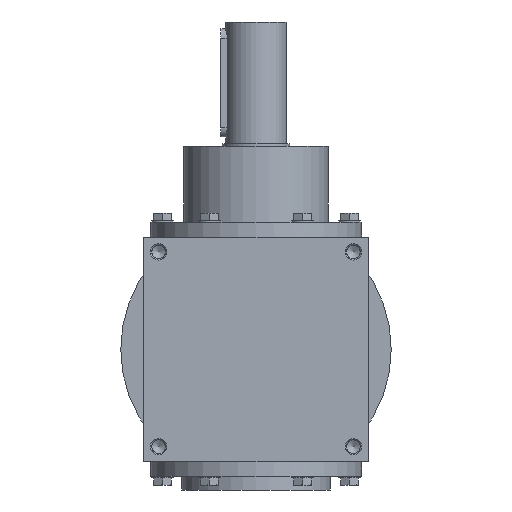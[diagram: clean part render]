
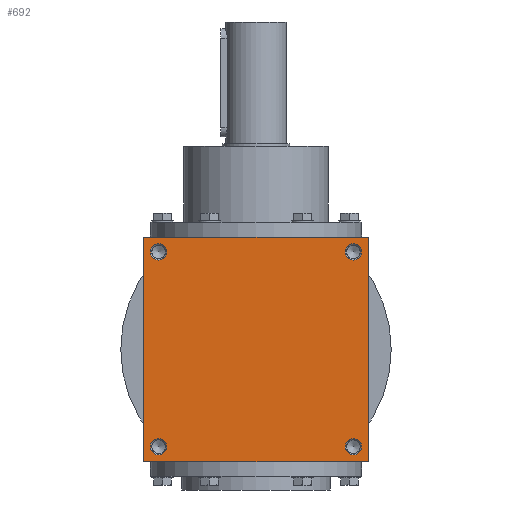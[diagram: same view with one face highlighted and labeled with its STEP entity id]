
A CAD part, left-side view. The second image highlights one B-rep face of the part: STEP entity #692.
In plain terms, the highlighted face is planar.
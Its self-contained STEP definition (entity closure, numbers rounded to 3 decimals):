
#692 = ADVANCED_FACE( '', ( #1390, #1391, #1392, #1393, #1394 ), #1395, .F. );
#1390 = FACE_BOUND( '', #2123, .T. );
#1391 = FACE_BOUND( '', #2124, .T. );
#1392 = FACE_BOUND( '', #2125, .T. );
#1393 = FACE_BOUND( '', #2126, .T. );
#1394 = FACE_OUTER_BOUND( '', #2127, .T. );
#1395 = PLANE( '', #2128 );
#2123 = EDGE_LOOP( '', ( #3283 ) );
#2124 = EDGE_LOOP( '', ( #3284 ) );
#2125 = EDGE_LOOP( '', ( #3285 ) );
#2126 = EDGE_LOOP( '', ( #3286 ) );
#2127 = EDGE_LOOP( '', ( #3287, #3288, #3289, #3290 ) );
#2128 = AXIS2_PLACEMENT_3D( '', #3291, #3292, #3293 );
#3283 = ORIENTED_EDGE( '', *, *, #4154, .F. );
#3284 = ORIENTED_EDGE( '', *, *, #4163, .T. );
#3285 = ORIENTED_EDGE( '', *, *, #4084, .F. );
#3286 = ORIENTED_EDGE( '', *, *, #4095, .T. );
#3287 = ORIENTED_EDGE( '', *, *, #3801, .F. );
#3288 = ORIENTED_EDGE( '', *, *, #4105, .F. );
#3289 = ORIENTED_EDGE( '', *, *, #4164, .F. );
#3290 = ORIENTED_EDGE( '', *, *, #4137, .F. );
#3291 = CARTESIAN_POINT( '', ( 0., 0., -83. ) );
#3292 = DIRECTION( '', ( 0., 0., 1. ) );
#3293 = DIRECTION( '', ( 1., 0., 0. ) );
#3801 = EDGE_CURVE( '', #4360, #4361, #4362, .T. );
#4084 = EDGE_CURVE( '', #4784, #4784, #4785, .T. );
#4095 = EDGE_CURVE( '', #4800, #4800, #4801, .T. );
#4105 = EDGE_CURVE( '', #4815, #4360, #4816, .T. );
#4137 = EDGE_CURVE( '', #4361, #4858, #4859, .T. );
#4154 = EDGE_CURVE( '', #4878, #4878, #4879, .T. );
#4163 = EDGE_CURVE( '', #4889, #4889, #4890, .T. );
#4164 = EDGE_CURVE( '', #4858, #4815, #4891, .T. );
#4360 = VERTEX_POINT( '', #5135 );
#4361 = VERTEX_POINT( '', #5136 );
#4362 = LINE( '', #5137, #5138 );
#4784 = VERTEX_POINT( '', #5770 );
#4785 = CIRCLE( '', #5771, 6. );
#4800 = VERTEX_POINT( '', #5788 );
#4801 = CIRCLE( '', #5789, 6. );
#4815 = VERTEX_POINT( '', #5803 );
#4816 = LINE( '', #5804, #5805 );
#4858 = VERTEX_POINT( '', #5848 );
#4859 = LINE( '', #5849, #5850 );
#4878 = VERTEX_POINT( '', #5870 );
#4879 = CIRCLE( '', #5871, 6. );
#4889 = VERTEX_POINT( '', #5881 );
#4890 = CIRCLE( '', #5882, 6. );
#4891 = LINE( '', #5883, #5884 );
#5135 = CARTESIAN_POINT( '', ( -83., 83., -83. ) );
#5136 = CARTESIAN_POINT( '', ( -83., -83., -83. ) );
#5137 = CARTESIAN_POINT( '', ( -83., 83., -83. ) );
#5138 = VECTOR( '', #6094, 1000. );
#5770 = CARTESIAN_POINT( '', ( -78., -72., -83. ) );
#5771 = AXIS2_PLACEMENT_3D( '', #6561, #6562, #6563 );
#5788 = CARTESIAN_POINT( '', ( 78., -72., -83. ) );
#5789 = AXIS2_PLACEMENT_3D( '', #6575, #6576, #6577 );
#5803 = CARTESIAN_POINT( '', ( 83., 83., -83. ) );
#5804 = CARTESIAN_POINT( '', ( 83., 83., -83. ) );
#5805 = VECTOR( '', #6593, 1000. );
#5848 = CARTESIAN_POINT( '', ( 83., -83., -83. ) );
#5849 = CARTESIAN_POINT( '', ( -83., -83., -83. ) );
#5850 = VECTOR( '', #6646, 1000. );
#5870 = CARTESIAN_POINT( '', ( -78., 72., -83. ) );
#5871 = AXIS2_PLACEMENT_3D( '', #6666, #6667, #6668 );
#5881 = CARTESIAN_POINT( '', ( 78., 72., -83. ) );
#5882 = AXIS2_PLACEMENT_3D( '', #6678, #6679, #6680 );
#5883 = CARTESIAN_POINT( '', ( 83., -83., -83. ) );
#5884 = VECTOR( '', #6681, 1000. );
#6094 = DIRECTION( '', ( 0., -1., 0. ) );
#6561 = CARTESIAN_POINT( '', ( -72., -72., -83. ) );
#6562 = DIRECTION( '', ( 0., 0., -1. ) );
#6563 = DIRECTION( '', ( -1., 0., 0. ) );
#6575 = CARTESIAN_POINT( '', ( 72., -72., -83. ) );
#6576 = DIRECTION( '', ( 0., 0., 1. ) );
#6577 = DIRECTION( '', ( 1., 0., 0. ) );
#6593 = DIRECTION( '', ( -1., 0., 0. ) );
#6646 = DIRECTION( '', ( 1., 0., 0. ) );
#6666 = CARTESIAN_POINT( '', ( -72., 72., -83. ) );
#6667 = DIRECTION( '', ( 0., 0., -1. ) );
#6668 = DIRECTION( '', ( -1., 0., 0. ) );
#6678 = CARTESIAN_POINT( '', ( 72., 72., -83. ) );
#6679 = DIRECTION( '', ( 0., 0., 1. ) );
#6680 = DIRECTION( '', ( 1., 0., 0. ) );
#6681 = DIRECTION( '', ( 0., 1., 0. ) );
